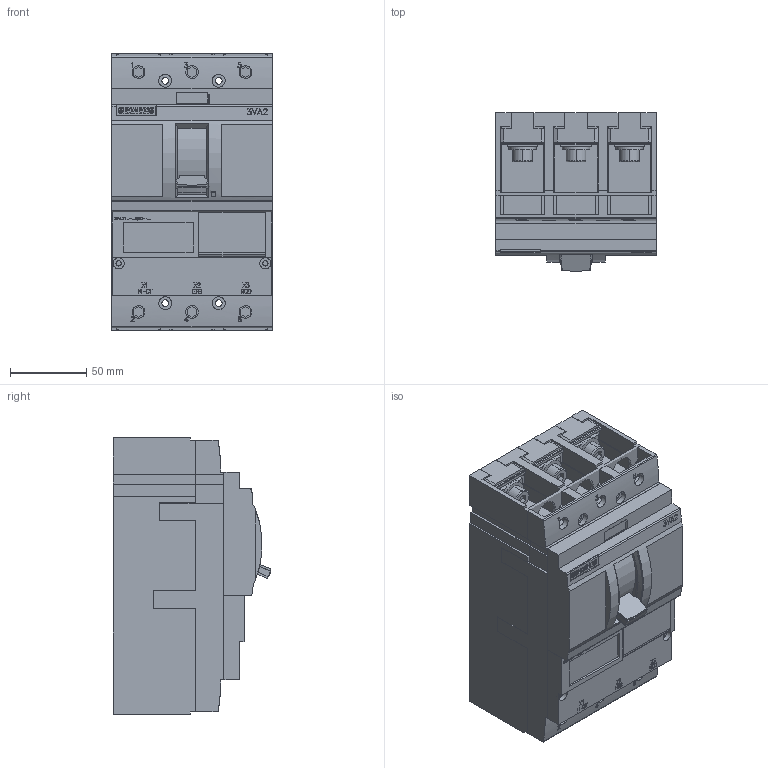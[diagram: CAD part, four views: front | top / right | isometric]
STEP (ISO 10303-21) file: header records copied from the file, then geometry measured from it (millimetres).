
FILE_DESCRIPTION(('no description'),'unknown implementation level');
FILE_NAME('3VA21xxxJQ32_0104603_100__3D_v.stp',' ',('SIEMENS A&D'),('CADClick - KiM GmbH - www.kimweb.de'),'unknown preprocess','ACIS','unknown authorization');
FILE_SCHEMA(('automotive_design'));
Length unit declared in the file: millimetre
Products named in the file (2): 1; 2
Bounding box: 105 x 103.41 x 181 mm (x, y, z)
Volume: 1403314.3 mm3; surface area: 165098 mm2
Topology: 2 solids, 5 shells, 1868 faces, 5289 edges, 3522 vertices
Faces by surface type: plane 1608, cylinder 234, torus 24, cone 2
Entity records: 119664 total; most frequent: CARTESIAN_POINT 11453, STYLED_ITEM 10673, PRESENTATION_STYLE_ASSIGNMENT 10673, COLOUR_RGB 10673, ORIENTED_EDGE 10562, DIRECTION 9636, EDGE_CURVE 5281, CURVE_STYLE 5281
